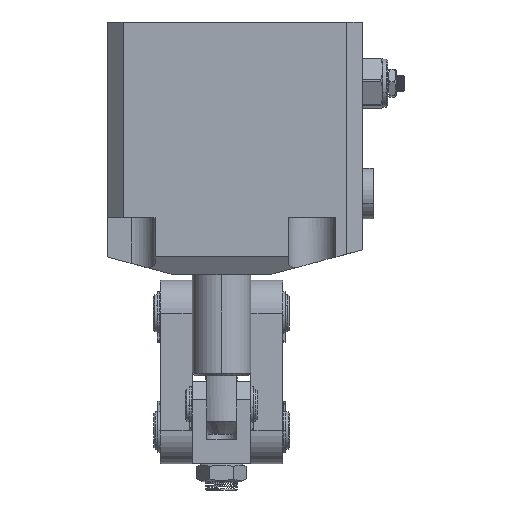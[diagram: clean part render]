
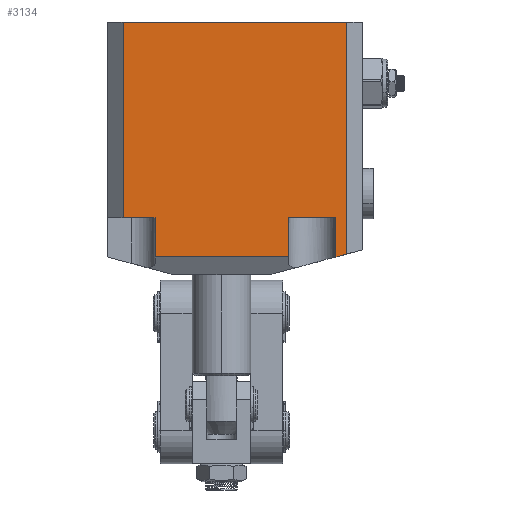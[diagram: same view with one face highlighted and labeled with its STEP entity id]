
A CAD part, front view. The second image highlights one B-rep face of the part: STEP entity #3134.
In plain terms, the highlighted planar face has unit normal (0, -1, 0).
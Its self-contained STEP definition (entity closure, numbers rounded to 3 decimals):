
#854 = VECTOR ( 'NONE', #53581, 1000. ) ;
#1831 = VERTEX_POINT ( 'NONE', #29865 ) ;
#2012 = LINE ( 'NONE', #17945, #3514 ) ;
#2774 = LINE ( 'NONE', #17302, #29868 ) ;
#3134 = ADVANCED_FACE ( 'NONE', ( #44145 ), #37193, .F. ) ;
#3232 = DIRECTION ( 'NONE',  ( 0., 0., 1. ) ) ;
#3514 = VECTOR ( 'NONE', #29464, 1000. ) ;
#4780 = DIRECTION ( 'NONE',  ( 1., 0., 0. ) ) ;
#5135 = ORIENTED_EDGE ( 'NONE', *, *, #34206, .F. ) ;
#5399 = DIRECTION ( 'NONE',  ( 0., 0., 1. ) ) ;
#5815 = CARTESIAN_POINT ( 'NONE',  ( -43., -43., 47.5 ) ) ;
#6769 = LINE ( 'NONE', #7183, #56234 ) ;
#6914 = EDGE_CURVE ( 'NONE', #9261, #31848, #43626, .T. ) ;
#7173 = VECTOR ( 'NONE', #3232, 1000. ) ;
#7183 = CARTESIAN_POINT ( 'NONE',  ( 25., -43., -40.801 ) ) ;
#9261 = VERTEX_POINT ( 'NONE', #11358 ) ;
#9815 = DIRECTION ( 'NONE',  ( 0., 1., 0. ) ) ;
#10281 = EDGE_CURVE ( 'NONE', #47117, #54971, #30965, .T. ) ;
#11046 = ORIENTED_EDGE ( 'NONE', *, *, #24787, .T. ) ;
#11358 = CARTESIAN_POINT ( 'NONE',  ( -37., -43., 47.5 ) ) ;
#12440 = DIRECTION ( 'NONE',  ( -1., 0., 0. ) ) ;
#13322 = ORIENTED_EDGE ( 'NONE', *, *, #42881, .F. ) ;
#13638 = ORIENTED_EDGE ( 'NONE', *, *, #16259, .F. ) ;
#13736 = CARTESIAN_POINT ( 'NONE',  ( -37., -43., -26. ) ) ;
#15977 = DIRECTION ( 'NONE',  ( -1., 0., 0. ) ) ;
#16259 = EDGE_CURVE ( 'NONE', #60516, #9261, #50519, .T. ) ;
#16722 = CARTESIAN_POINT ( 'NONE',  ( 43., -43., -40.801 ) ) ;
#16762 = ORIENTED_EDGE ( 'NONE', *, *, #6914, .F. ) ;
#17167 = CARTESIAN_POINT ( 'NONE',  ( 47., -43., 47.5 ) ) ;
#17302 = CARTESIAN_POINT ( 'NONE',  ( 47., -43., -26. ) ) ;
#17700 = ORIENTED_EDGE ( 'NONE', *, *, #41728, .F. ) ;
#17945 = CARTESIAN_POINT ( 'NONE',  ( 47., -43., -40.253 ) ) ;
#18343 = VERTEX_POINT ( 'NONE', #50840 ) ;
#19488 = VECTOR ( 'NONE', #21371, 1000. ) ;
#21243 = ORIENTED_EDGE ( 'NONE', *, *, #10281, .F. ) ;
#21371 = DIRECTION ( 'NONE',  ( -0.966, 0., -0.259 ) ) ;
#21775 = EDGE_CURVE ( 'NONE', #41699, #47117, #42611, .T. ) ;
#21935 = ORIENTED_EDGE ( 'NONE', *, *, #21775, .F. ) ;
#22538 = LINE ( 'NONE', #59333, #19488 ) ;
#22850 = CARTESIAN_POINT ( 'NONE',  ( 47., -43., -39.729 ) ) ;
#24787 = EDGE_CURVE ( 'NONE', #44656, #31848, #2012, .T. ) ;
#29041 = CARTESIAN_POINT ( 'NONE',  ( 43., -43., -26. ) ) ;
#29464 = DIRECTION ( 'NONE',  ( 0., 0., 1. ) ) ;
#29865 = CARTESIAN_POINT ( 'NONE',  ( -25., -43., -26. ) ) ;
#29868 = VECTOR ( 'NONE', #12440, 1000. ) ;
#30965 = LINE ( 'NONE', #45789, #45307 ) ;
#31392 = DIRECTION ( 'NONE',  ( 0., 0., -1. ) ) ;
#31848 = VERTEX_POINT ( 'NONE', #17167 ) ;
#34206 = EDGE_CURVE ( 'NONE', #44656, #41699, #22538, .T. ) ;
#36361 = DIRECTION ( 'NONE',  ( 0., 0., 1. ) ) ;
#36806 = LINE ( 'NONE', #39151, #41238 ) ;
#37193 = PLANE ( 'NONE',  #54368 ) ;
#38718 = CARTESIAN_POINT ( 'NONE',  ( 47., -43., -40.801 ) ) ;
#39151 = CARTESIAN_POINT ( 'NONE',  ( -25., -43., -40.801 ) ) ;
#41238 = VECTOR ( 'NONE', #5399, 1000. ) ;
#41563 = EDGE_LOOP ( 'NONE', ( #42886, #17700, #13322, #48411, #21243, #21935, #5135, #11046, #16762, #13638 ) ) ;
#41699 = VERTEX_POINT ( 'NONE', #48327 ) ;
#41728 = EDGE_CURVE ( 'NONE', #18343, #1831, #36806, .T. ) ;
#42611 = LINE ( 'NONE', #16722, #7173 ) ;
#42881 = EDGE_CURVE ( 'NONE', #56218, #18343, #52525, .T. ) ;
#42886 = ORIENTED_EDGE ( 'NONE', *, *, #43745, .F. ) ;
#43184 = CARTESIAN_POINT ( 'NONE',  ( 25., -43., -40.801 ) ) ;
#43626 = LINE ( 'NONE', #5815, #56152 ) ;
#43745 = EDGE_CURVE ( 'NONE', #1831, #60516, #2774, .T. ) ;
#44145 = FACE_OUTER_BOUND ( 'NONE', #41563, .T. ) ;
#44656 = VERTEX_POINT ( 'NONE', #22850 ) ;
#45307 = VECTOR ( 'NONE', #45704, 1000. ) ;
#45704 = DIRECTION ( 'NONE',  ( -1., 0., 0. ) ) ;
#45789 = CARTESIAN_POINT ( 'NONE',  ( 47., -43., -26. ) ) ;
#47117 = VERTEX_POINT ( 'NONE', #29041 ) ;
#47400 = CARTESIAN_POINT ( 'NONE',  ( 47., -43., -40.801 ) ) ;
#48327 = CARTESIAN_POINT ( 'NONE',  ( 43., -43., -40.801 ) ) ;
#48411 = ORIENTED_EDGE ( 'NONE', *, *, #57822, .F. ) ;
#50519 = LINE ( 'NONE', #59124, #854 ) ;
#50840 = CARTESIAN_POINT ( 'NONE',  ( -25., -43., -40.801 ) ) ;
#52525 = LINE ( 'NONE', #47400, #55956 ) ;
#53581 = DIRECTION ( 'NONE',  ( 0., 0., 1. ) ) ;
#54368 = AXIS2_PLACEMENT_3D ( 'NONE', #38718, #9815, #36361 ) ;
#54971 = VERTEX_POINT ( 'NONE', #62016 ) ;
#55956 = VECTOR ( 'NONE', #15977, 1000. ) ;
#56152 = VECTOR ( 'NONE', #4780, 1000. ) ;
#56218 = VERTEX_POINT ( 'NONE', #43184 ) ;
#56234 = VECTOR ( 'NONE', #31392, 1000. ) ;
#57822 = EDGE_CURVE ( 'NONE', #54971, #56218, #6769, .T. ) ;
#59124 = CARTESIAN_POINT ( 'NONE',  ( -37., -43., -40.801 ) ) ;
#59333 = CARTESIAN_POINT ( 'NONE',  ( 47., -43., -39.729 ) ) ;
#60516 = VERTEX_POINT ( 'NONE', #13736 ) ;
#62016 = CARTESIAN_POINT ( 'NONE',  ( 25., -43., -26. ) ) ;
